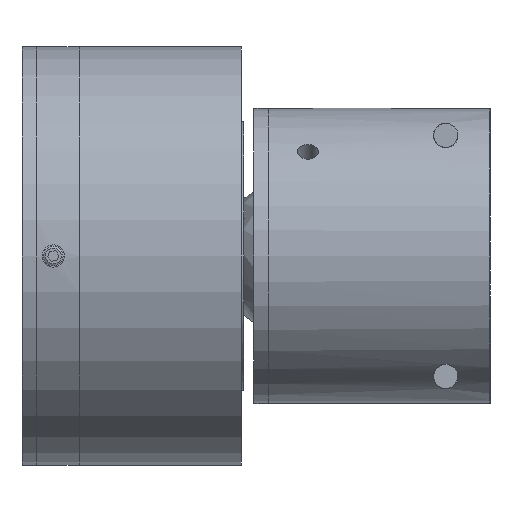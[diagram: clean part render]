
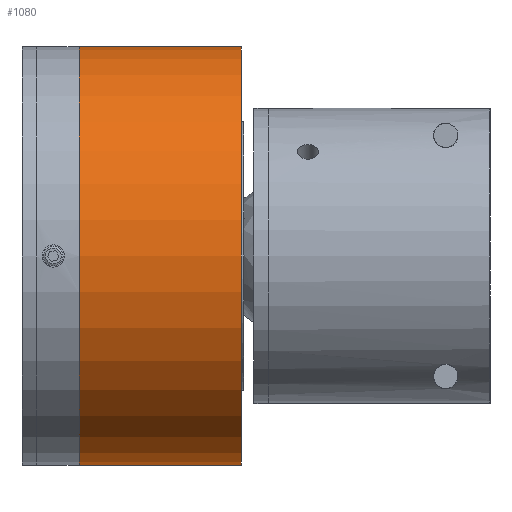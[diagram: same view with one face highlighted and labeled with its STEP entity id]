
A CAD part, front view. The second image highlights one B-rep face of the part: STEP entity #1080.
In plain terms, the highlighted cylindrical face has radius 42.5 mm (diameter 85 mm), a full revolution.
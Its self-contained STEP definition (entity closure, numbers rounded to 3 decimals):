
#344 = EDGE_CURVE ( 'NONE', #24502, #24502, #27231, .T. ) ;
#351 = DIRECTION ( 'NONE',  ( -1., 0., 0. ) ) ;
#529 = AXIS2_PLACEMENT_3D ( 'NONE', #2964, #28509, #28999 ) ;
#842 = DIRECTION ( 'NONE',  ( 0., 0., 1. ) ) ;
#925 = CARTESIAN_POINT ( 'NONE',  ( 8.5, 0., 0. ) ) ;
#1080 = ADVANCED_FACE ( 'NONE', ( #18602, #3416, #13591 ), #23779, .T. ) ;
#2729 = ORIENTED_EDGE ( 'NONE', *, *, #26264, .T. ) ;
#2964 = CARTESIAN_POINT ( 'NONE',  ( 8.5, 0., 0. ) ) ;
#3416 = FACE_OUTER_BOUND ( 'NONE', #7838, .T. ) ;
#4060 = ORIENTED_EDGE ( 'NONE', *, *, #11037, .T. ) ;
#4506 = ORIENTED_EDGE ( 'NONE', *, *, #30521, .T. ) ;
#4998 = CARTESIAN_POINT ( 'NONE',  ( 8.5, 41.5, 9.165 ) ) ;
#7184 = DIRECTION ( 'NONE',  ( -1., 0., 0. ) ) ;
#7473 = EDGE_CURVE ( 'NONE', #10504, #17679, #11215, .T. ) ;
#7838 = EDGE_LOOP ( 'NONE', ( #10838 ) ) ;
#8231 = CIRCLE ( 'NONE', #26359, 42.5 ) ;
#10504 = VERTEX_POINT ( 'NONE', #16756 ) ;
#10707 = DIRECTION ( 'NONE',  ( 0., 0., -1. ) ) ;
#10838 = ORIENTED_EDGE ( 'NONE', *, *, #29464, .F. ) ;
#11037 = EDGE_CURVE ( 'NONE', #21254, #31581, #8231, .T. ) ;
#11093 = DIRECTION ( 'NONE',  ( -1., 0., 0. ) ) ;
#11215 = CIRCLE ( 'NONE', #17058, 42.5 ) ;
#11513 = EDGE_LOOP ( 'NONE', ( #22504, #2729, #4060, #4506 ) ) ;
#12709 = DIRECTION ( 'NONE',  ( 1., 0., 0. ) ) ;
#13591 = FACE_OUTER_BOUND ( 'NONE', #24203, .T. ) ;
#13834 = CARTESIAN_POINT ( 'NONE',  ( 8.5, 0., 42.5 ) ) ;
#15457 = AXIS2_PLACEMENT_3D ( 'NONE', #23204, #351, #842 ) ;
#15636 = LINE ( 'NONE', #4998, #21341 ) ;
#16263 = VECTOR ( 'NONE', #30199, 1000. ) ;
#16756 = CARTESIAN_POINT ( 'NONE',  ( 32.5, 41.5, -9.165 ) ) ;
#17058 = AXIS2_PLACEMENT_3D ( 'NONE', #28251, #12709, #10707 ) ;
#17679 = VERTEX_POINT ( 'NONE', #28576 ) ;
#18106 = CIRCLE ( 'NONE', #529, 42.5 ) ;
#18602 = FACE_BOUND ( 'NONE', #11513, .T. ) ;
#18759 = DIRECTION ( 'NONE',  ( 0., 0., 1. ) ) ;
#19857 = DIRECTION ( 'NONE',  ( 0., -1., 0. ) ) ;
#20320 = AXIS2_PLACEMENT_3D ( 'NONE', #925, #11093, #18759 ) ;
#21254 = VERTEX_POINT ( 'NONE', #25137 ) ;
#21341 = VECTOR ( 'NONE', #25848, 1000. ) ;
#22504 = ORIENTED_EDGE ( 'NONE', *, *, #7473, .T. ) ;
#22990 = CARTESIAN_POINT ( 'NONE',  ( 12.5, 41.5, -9.165 ) ) ;
#23041 = ORIENTED_EDGE ( 'NONE', *, *, #344, .T. ) ;
#23204 = CARTESIAN_POINT ( 'NONE',  ( 41.5, 0., 0. ) ) ;
#23779 = CYLINDRICAL_SURFACE ( 'NONE', #20320, 42.5 ) ;
#24007 = CARTESIAN_POINT ( 'NONE',  ( 41.5, 0., 42.5 ) ) ;
#24203 = EDGE_LOOP ( 'NONE', ( #23041 ) ) ;
#24502 = VERTEX_POINT ( 'NONE', #24007 ) ;
#25010 = CARTESIAN_POINT ( 'NONE',  ( 8.5, 41.5, -9.165 ) ) ;
#25137 = CARTESIAN_POINT ( 'NONE',  ( 12.5, 41.5, 9.165 ) ) ;
#25176 = LINE ( 'NONE', #25010, #16263 ) ;
#25848 = DIRECTION ( 'NONE',  ( -1., 0., 0. ) ) ;
#26264 = EDGE_CURVE ( 'NONE', #17679, #21254, #15636, .T. ) ;
#26359 = AXIS2_PLACEMENT_3D ( 'NONE', #30047, #7184, #19857 ) ;
#26893 = VERTEX_POINT ( 'NONE', #13834 ) ;
#27231 = CIRCLE ( 'NONE', #15457, 42.5 ) ;
#28251 = CARTESIAN_POINT ( 'NONE',  ( 32.5, 0., 0. ) ) ;
#28509 = DIRECTION ( 'NONE',  ( -1., 0., 0. ) ) ;
#28576 = CARTESIAN_POINT ( 'NONE',  ( 32.5, 41.5, 9.165 ) ) ;
#28999 = DIRECTION ( 'NONE',  ( 0., 0., 1. ) ) ;
#29464 = EDGE_CURVE ( 'NONE', #26893, #26893, #18106, .T. ) ;
#30047 = CARTESIAN_POINT ( 'NONE',  ( 12.5, 0., 0. ) ) ;
#30199 = DIRECTION ( 'NONE',  ( 1., 0., 0. ) ) ;
#30521 = EDGE_CURVE ( 'NONE', #31581, #10504, #25176, .T. ) ;
#31581 = VERTEX_POINT ( 'NONE', #22990 ) ;
